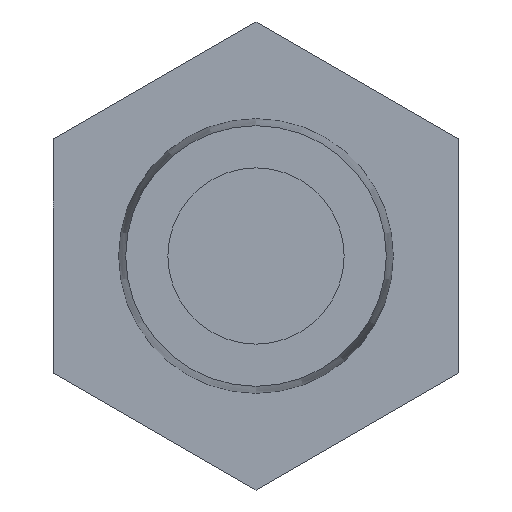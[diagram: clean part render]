
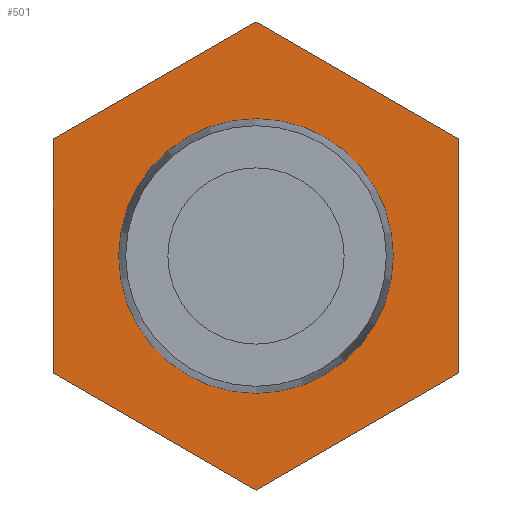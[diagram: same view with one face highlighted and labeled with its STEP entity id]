
A CAD part, front view. The second image highlights one B-rep face of the part: STEP entity #501.
In plain terms, the highlighted planar face has unit normal (0, -1, 0).
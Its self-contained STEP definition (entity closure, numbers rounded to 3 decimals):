
#30=LINE('',#673,#48);
#34=LINE('',#682,#52);
#37=LINE('',#688,#55);
#40=LINE('',#694,#58);
#43=LINE('',#700,#61);
#46=LINE('',#706,#64);
#48=VECTOR('',#574,1000.);
#52=VECTOR('',#580,1000.);
#55=VECTOR('',#585,1000.);
#58=VECTOR('',#590,1000.);
#61=VECTOR('',#595,1000.);
#64=VECTOR('',#600,1000.);
#73=PLANE('',#534);
#115=ORIENTED_EDGE('',*,*,#173,.T.);
#116=ORIENTED_EDGE('',*,*,#154,.T.);
#117=ORIENTED_EDGE('',*,*,#158,.T.);
#118=ORIENTED_EDGE('',*,*,#161,.T.);
#119=ORIENTED_EDGE('',*,*,#164,.T.);
#120=ORIENTED_EDGE('',*,*,#167,.T.);
#121=ORIENTED_EDGE('',*,*,#170,.T.);
#154=EDGE_CURVE('',#189,#190,#30,.T.);
#158=EDGE_CURVE('',#190,#193,#34,.T.);
#161=EDGE_CURVE('',#193,#195,#37,.T.);
#164=EDGE_CURVE('',#195,#197,#40,.T.);
#167=EDGE_CURVE('',#197,#199,#43,.T.);
#170=EDGE_CURVE('',#199,#189,#46,.T.);
#173=EDGE_CURVE('',#202,#202,#219,.F.);
#189=VERTEX_POINT('',#674);
#190=VERTEX_POINT('',#675);
#193=VERTEX_POINT('',#683);
#195=VERTEX_POINT('',#689);
#197=VERTEX_POINT('',#695);
#199=VERTEX_POINT('',#701);
#202=VERTEX_POINT('',#713);
#219=CIRCLE('',#535,8.573);
#241=EDGE_LOOP('',(#115));
#242=EDGE_LOOP('',(#116,#117,#118,#119,#120,#121));
#283=FACE_BOUND('',#241,.T.);
#284=FACE_BOUND('',#242,.T.);
#501=ADVANCED_FACE('',(#283,#284),#73,.T.);
#534=AXIS2_PLACEMENT_3D('',#711,#606,#607);
#535=AXIS2_PLACEMENT_3D('',#712,#608,#609);
#574=DIRECTION('',(0.,0.,-1.));
#580=DIRECTION('',(0.866,0.,-0.5));
#585=DIRECTION('',(0.866,0.,0.5));
#590=DIRECTION('',(0.,0.,1.));
#595=DIRECTION('',(-0.866,0.,0.5));
#600=DIRECTION('',(-0.866,0.,-0.5));
#606=DIRECTION('',(0.,-1.,0.));
#607=DIRECTION('',(0.,0.,-1.));
#608=DIRECTION('',(0.,-1.,0.));
#609=DIRECTION('',(0.,0.,-1.));
#673=CARTESIAN_POINT('',(-12.65,0.,7.303));
#674=CARTESIAN_POINT('',(-12.65,0.,7.303));
#675=CARTESIAN_POINT('',(-12.65,0.,-7.303));
#682=CARTESIAN_POINT('',(-12.65,0.,-7.303));
#683=CARTESIAN_POINT('',(0.,0.,-14.607));
#688=CARTESIAN_POINT('',(0.,0.,-14.607));
#689=CARTESIAN_POINT('',(12.65,0.,-7.303));
#694=CARTESIAN_POINT('',(12.65,0.,-7.303));
#695=CARTESIAN_POINT('',(12.65,0.,7.303));
#700=CARTESIAN_POINT('',(12.65,0.,7.303));
#701=CARTESIAN_POINT('',(0.,0.,14.607));
#706=CARTESIAN_POINT('',(0.,0.,14.607));
#711=CARTESIAN_POINT('',(0.,0.,0.));
#712=CARTESIAN_POINT('',(0.,0.,0.));
#713=CARTESIAN_POINT('',(0.,0.,-8.572));
